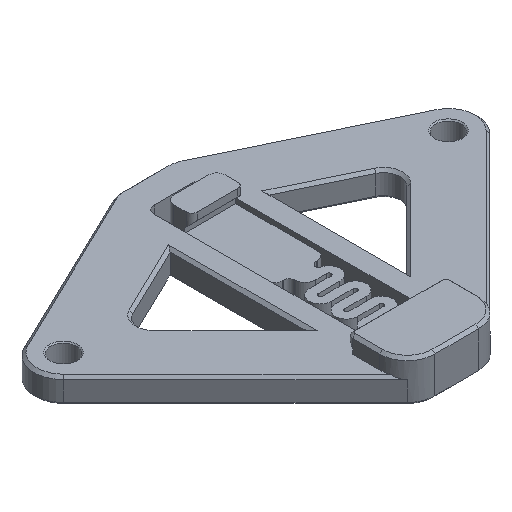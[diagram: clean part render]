
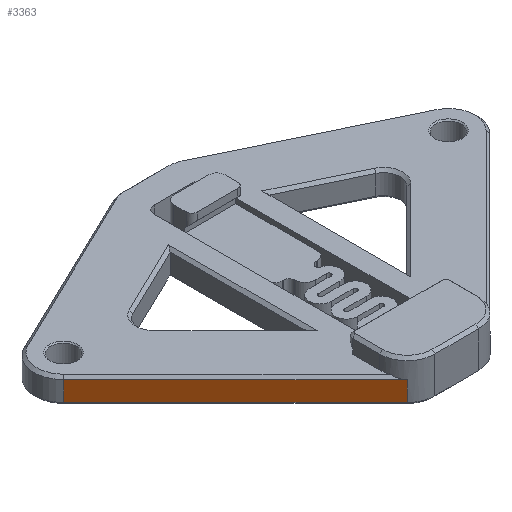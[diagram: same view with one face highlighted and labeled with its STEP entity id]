
A CAD part, isometric view. The second image highlights one B-rep face of the part: STEP entity #3363.
In plain terms, the highlighted planar face has unit normal (-0.707, -0.707, 0).
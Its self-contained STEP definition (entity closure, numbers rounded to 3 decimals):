
#123=PLANE('',#3657);
#247=FACE_OUTER_BOUND('',#462,.T.);
#462=EDGE_LOOP('',(#2534,#2535,#2536,#2537));
#743=LINE('',#5348,#1092);
#744=LINE('',#5351,#1093);
#745=LINE('',#5353,#1094);
#746=LINE('',#5354,#1095);
#1092=VECTOR('',#4246,10.);
#1093=VECTOR('',#4249,10.);
#1094=VECTOR('',#4250,10.);
#1095=VECTOR('',#4251,10.);
#1606=VERTEX_POINT('',#5342);
#1607=VERTEX_POINT('',#5346);
#1608=VERTEX_POINT('',#5350);
#1609=VERTEX_POINT('',#5352);
#1949=EDGE_CURVE('',#1606,#1607,#743,.T.);
#1950=EDGE_CURVE('',#1608,#1606,#744,.T.);
#1951=EDGE_CURVE('',#1609,#1608,#745,.T.);
#1952=EDGE_CURVE('',#1607,#1609,#746,.T.);
#2534=ORIENTED_EDGE('',*,*,#1949,.F.);
#2535=ORIENTED_EDGE('',*,*,#1950,.F.);
#2536=ORIENTED_EDGE('',*,*,#1951,.F.);
#2537=ORIENTED_EDGE('',*,*,#1952,.F.);
#3363=ADVANCED_FACE('',(#247),#123,.T.);
#3657=AXIS2_PLACEMENT_3D('',#5349,#4247,#4248);
#4246=DIRECTION('',(0.707,-0.707,0.));
#4247=DIRECTION('center_axis',(-0.707,-0.707,0.));
#4248=DIRECTION('ref_axis',(0.707,-0.707,0.));
#4249=DIRECTION('',(0.,0.,1.));
#4250=DIRECTION('',(-0.707,0.707,0.));
#4251=DIRECTION('',(0.,0.,-1.));
#5342=CARTESIAN_POINT('',(124.278,232.32,-50.096));
#5346=CARTESIAN_POINT('',(155.561,201.016,-50.096));
#5348=CARTESIAN_POINT('',(140.897,215.689,-50.096));
#5349=CARTESIAN_POINT('Origin',(124.278,232.32,-54.196));
#5350=CARTESIAN_POINT('',(124.278,232.32,-53.696));
#5351=CARTESIAN_POINT('',(124.278,232.32,-54.196));
#5352=CARTESIAN_POINT('',(155.561,201.016,-53.696));
#5353=CARTESIAN_POINT('',(135.056,221.534,-53.696));
#5354=CARTESIAN_POINT('',(155.561,201.016,-49.596));
